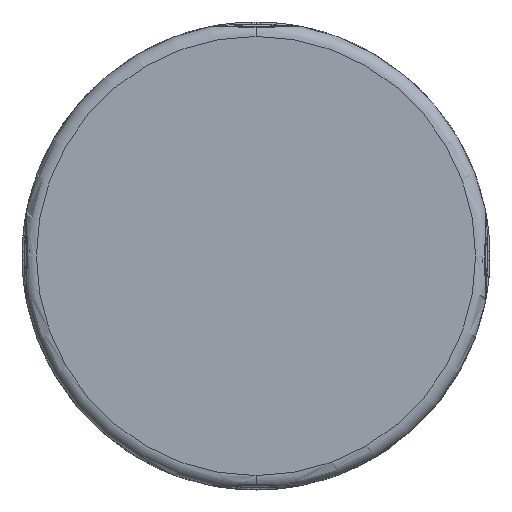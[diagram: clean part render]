
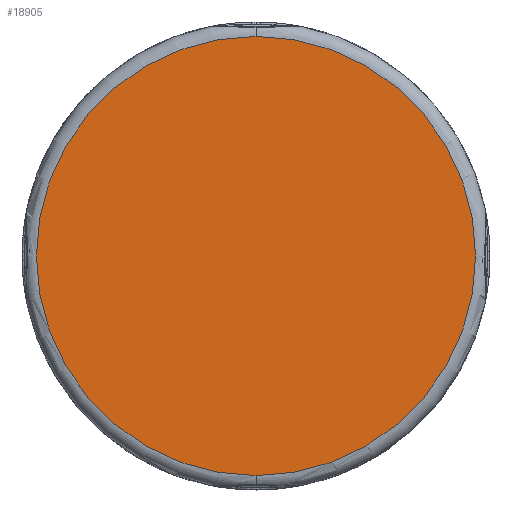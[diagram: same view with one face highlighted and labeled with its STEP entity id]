
A CAD part, front view. The second image highlights one B-rep face of the part: STEP entity #18905.
In plain terms, the highlighted planar face has unit normal (0, -1, 0).
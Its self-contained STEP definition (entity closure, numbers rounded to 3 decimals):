
#789 = CARTESIAN_POINT ( 'NONE',  ( 0., 0., 0. ) ) ;
#2243 = ORIENTED_EDGE ( 'NONE', *, *, #36004, .T. ) ;
#4041 = DIRECTION ( 'NONE',  ( 0., 0., 1. ) ) ;
#7535 = CARTESIAN_POINT ( 'NONE',  ( 0., 0., -305. ) ) ;
#8716 = PLANE ( 'NONE',  #37293 ) ;
#9069 = AXIS2_PLACEMENT_3D ( 'NONE', #24708, #27551, #4041 ) ;
#9551 = DIRECTION ( 'NONE',  ( 0., -1., 0. ) ) ;
#12381 = CARTESIAN_POINT ( 'NONE',  ( 0., 0., 0. ) ) ;
#14305 = VERTEX_POINT ( 'NONE', #19487 ) ;
#15382 = DIRECTION ( 'NONE',  ( 0., 0., 1. ) ) ;
#18509 = EDGE_LOOP ( 'NONE', ( #2243, #22716 ) ) ;
#18905 = ADVANCED_FACE ( 'NONE', ( #29030 ), #8716, .F. ) ;
#18952 = AXIS2_PLACEMENT_3D ( 'NONE', #12381, #9551, #15382 ) ;
#19487 = CARTESIAN_POINT ( 'NONE',  ( 0., 0., 305. ) ) ;
#20454 = EDGE_CURVE ( 'NONE', #32881, #14305, #22876, .T. ) ;
#22716 = ORIENTED_EDGE ( 'NONE', *, *, #20454, .T. ) ;
#22876 = CIRCLE ( 'NONE', #9069, 305. ) ;
#23765 = DIRECTION ( 'NONE',  ( 0., 0., 1. ) ) ;
#24708 = CARTESIAN_POINT ( 'NONE',  ( 0., 0., 0. ) ) ;
#26409 = DIRECTION ( 'NONE',  ( 0., 1., 0. ) ) ;
#27551 = DIRECTION ( 'NONE',  ( 0., -1., 0. ) ) ;
#29030 = FACE_OUTER_BOUND ( 'NONE', #18509, .T. ) ;
#32881 = VERTEX_POINT ( 'NONE', #7535 ) ;
#35177 = CIRCLE ( 'NONE', #18952, 305. ) ;
#36004 = EDGE_CURVE ( 'NONE', #14305, #32881, #35177, .T. ) ;
#37293 = AXIS2_PLACEMENT_3D ( 'NONE', #789, #26409, #23765 ) ;
